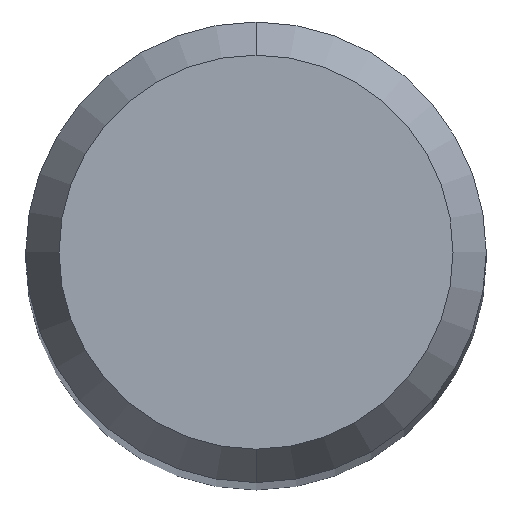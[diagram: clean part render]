
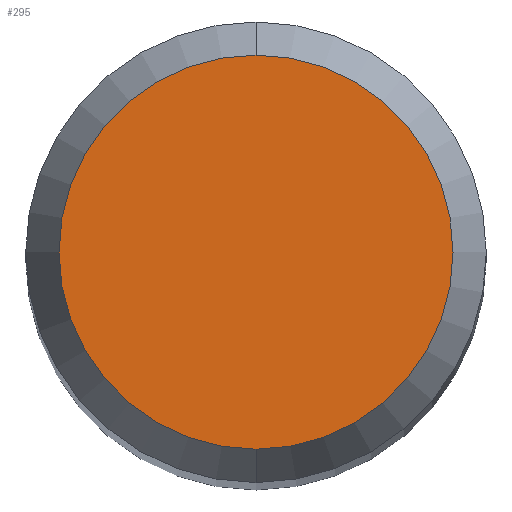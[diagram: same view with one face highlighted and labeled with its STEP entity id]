
A CAD part, top view. The second image highlights one B-rep face of the part: STEP entity #295.
In plain terms, the highlighted planar face has unit normal (0, 0, 1).
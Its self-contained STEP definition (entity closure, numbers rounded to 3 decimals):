
#229=VERTEX_POINT('',#463);
#295=ADVANCED_FACE('',(#537),#538,.T.);
#313=EDGE_CURVE('',#325,#229,#559,.T.);
#325=VERTEX_POINT('',#572);
#329=EDGE_CURVE('',#229,#325,#576,.T.);
#463=CARTESIAN_POINT('',(0.,-1.358,0.01));
#537=FACE_OUTER_BOUND('',#825,.T.);
#538=PLANE('',#826);
#559=CIRCLE('',#853,1.358);
#572=CARTESIAN_POINT('',(0.0,1.358,0.01));
#576=CIRCLE('',#874,1.358);
#825=EDGE_LOOP('',(#1115,#1116));
#826=AXIS2_PLACEMENT_3D('',#1117,#1118,#1119);
#853=AXIS2_PLACEMENT_3D('',#1149,#1150,#1151);
#874=AXIS2_PLACEMENT_3D('',#1169,#1170,#1171);
#1115=ORIENTED_EDGE('',*,*,#313,.F.);
#1116=ORIENTED_EDGE('',*,*,#329,.F.);
#1117=CARTESIAN_POINT('',(0.0,0.679,0.01));
#1118=DIRECTION('',(-0.0,0.0,1.0));
#1119=DIRECTION('',(0.0,-1.0,0.0));
#1149=CARTESIAN_POINT('',(0.0,0.0,0.01));
#1150=DIRECTION('',(0.0,0.0,-1.0));
#1151=DIRECTION('',(0.0,1.0,0.0));
#1169=CARTESIAN_POINT('',(0.0,0.0,0.01));
#1170=DIRECTION('',(0.0,0.0,-1.0));
#1171=DIRECTION('',(0.0,1.0,0.0));
